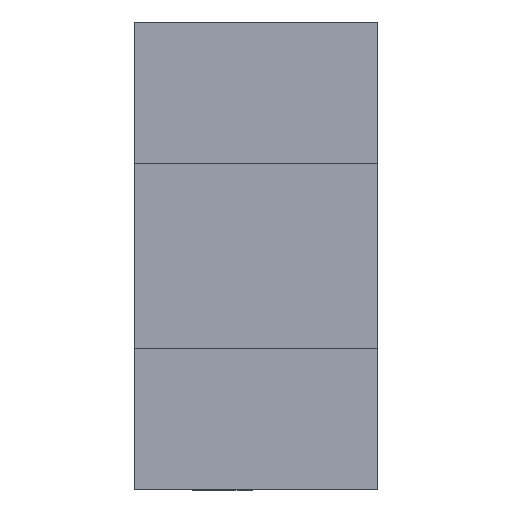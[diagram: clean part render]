
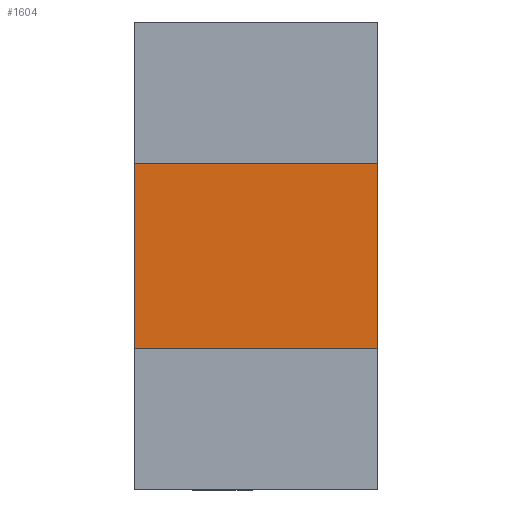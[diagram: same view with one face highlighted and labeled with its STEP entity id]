
A CAD part, left-side view. The second image highlights one B-rep face of the part: STEP entity #1604.
In plain terms, the highlighted planar face has unit normal (-1, 0, 0).
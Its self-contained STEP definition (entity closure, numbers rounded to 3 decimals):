
#7 = FACE_OUTER_BOUND ( 'NONE', #946, .T. ) ;
#76 = CARTESIAN_POINT ( 'NONE',  ( 0., 25., -9.5 ) ) ;
#81 = CARTESIAN_POINT ( 'NONE',  ( 0., 25., 0. ) ) ;
#174 = LINE ( 'NONE', #433, #1022 ) ;
#194 = VERTEX_POINT ( 'NONE', #1538 ) ;
#216 = DIRECTION ( 'NONE',  ( 1., 0., 0. ) ) ;
#331 = VERTEX_POINT ( 'NONE', #926 ) ;
#341 = DIRECTION ( 'NONE',  ( 0., 0., 1. ) ) ;
#395 = ORIENTED_EDGE ( 'NONE', *, *, #1029, .F. ) ;
#433 = CARTESIAN_POINT ( 'NONE',  ( 0., 25., -9.5 ) ) ;
#555 = ORIENTED_EDGE ( 'NONE', *, *, #943, .T. ) ;
#605 = LINE ( 'NONE', #76, #1290 ) ;
#636 = CARTESIAN_POINT ( 'NONE',  ( 0., 0., 0. ) ) ;
#639 = VERTEX_POINT ( 'NONE', #1690 ) ;
#786 = CARTESIAN_POINT ( 'NONE',  ( 0., 25., 9.5 ) ) ;
#807 = VECTOR ( 'NONE', #1174, 1000. ) ;
#844 = AXIS2_PLACEMENT_3D ( 'NONE', #81, #216, #1325 ) ;
#872 = VECTOR ( 'NONE', #927, 1000. ) ;
#926 = CARTESIAN_POINT ( 'NONE',  ( 0., 0., -9.5 ) ) ;
#927 = DIRECTION ( 'NONE',  ( 0., -1., 0. ) ) ;
#943 = EDGE_CURVE ( 'NONE', #639, #331, #174, .T. ) ;
#946 = EDGE_LOOP ( 'NONE', ( #1542, #1365, #395, #555 ) ) ;
#947 = VERTEX_POINT ( 'NONE', #1241 ) ;
#1022 = VECTOR ( 'NONE', #1114, 1000. ) ;
#1029 = EDGE_CURVE ( 'NONE', #639, #194, #605, .T. ) ;
#1114 = DIRECTION ( 'NONE',  ( 0., -1., 0. ) ) ;
#1174 = DIRECTION ( 'NONE',  ( 0., 0., 1. ) ) ;
#1178 = PLANE ( 'NONE',  #844 ) ;
#1241 = CARTESIAN_POINT ( 'NONE',  ( 0., 0., 9.5 ) ) ;
#1290 = VECTOR ( 'NONE', #341, 1000. ) ;
#1325 = DIRECTION ( 'NONE',  ( 0., 0., -1. ) ) ;
#1365 = ORIENTED_EDGE ( 'NONE', *, *, #1728, .F. ) ;
#1387 = LINE ( 'NONE', #636, #807 ) ;
#1408 = LINE ( 'NONE', #786, #872 ) ;
#1538 = CARTESIAN_POINT ( 'NONE',  ( 0., 25., 9.5 ) ) ;
#1542 = ORIENTED_EDGE ( 'NONE', *, *, #1699, .T. ) ;
#1604 = ADVANCED_FACE ( 'NONE', ( #7 ), #1178, .F. ) ;
#1690 = CARTESIAN_POINT ( 'NONE',  ( 0., 25., -9.5 ) ) ;
#1699 = EDGE_CURVE ( 'NONE', #331, #947, #1387, .T. ) ;
#1728 = EDGE_CURVE ( 'NONE', #194, #947, #1408, .T. ) ;
